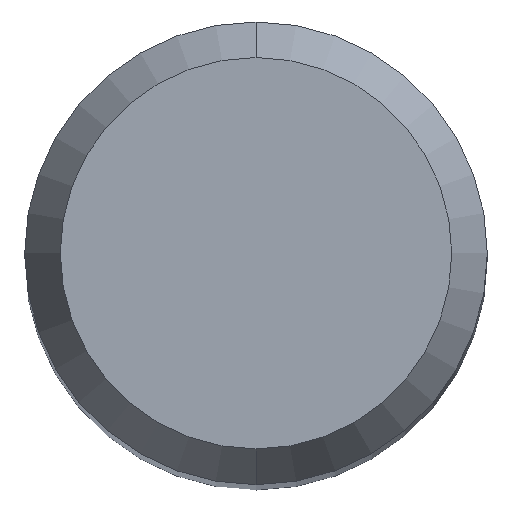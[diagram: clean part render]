
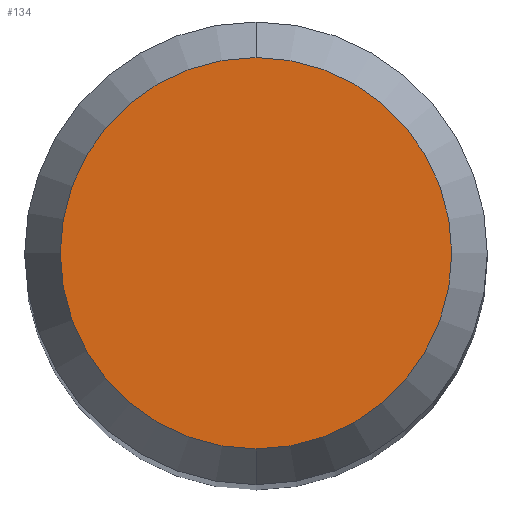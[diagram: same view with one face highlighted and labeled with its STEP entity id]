
A CAD part, top view. The second image highlights one B-rep face of the part: STEP entity #134.
In plain terms, the highlighted planar face has unit normal (0, 0, 1).
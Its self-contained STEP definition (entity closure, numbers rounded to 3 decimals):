
#134=ADVANCED_FACE('',(#288),#289,.T.);
#140=VERTEX_POINT('',#297);
#150=EDGE_CURVE('',#198,#140,#308,.T.);
#156=EDGE_CURVE('',#140,#198,#315,.T.);
#198=VERTEX_POINT('',#364);
#288=FACE_OUTER_BOUND('',#460,.T.);
#289=PLANE('',#461);
#297=CARTESIAN_POINT('',(0.,-2.538,0.01));
#308=CIRCLE('',#485,2.538);
#315=CIRCLE('',#493,2.538);
#364=CARTESIAN_POINT('',(0.0,2.538,0.01));
#460=EDGE_LOOP('',(#636,#637));
#461=AXIS2_PLACEMENT_3D('',#638,#639,#640);
#485=AXIS2_PLACEMENT_3D('',#667,#668,#669);
#493=AXIS2_PLACEMENT_3D('',#676,#677,#678);
#636=ORIENTED_EDGE('',*,*,#150,.F.);
#637=ORIENTED_EDGE('',*,*,#156,.F.);
#638=CARTESIAN_POINT('',(0.0,1.269,0.01));
#639=DIRECTION('',(-0.0,0.0,1.0));
#640=DIRECTION('',(0.0,-1.0,0.0));
#667=CARTESIAN_POINT('',(0.0,0.0,0.01));
#668=DIRECTION('',(0.0,0.0,-1.0));
#669=DIRECTION('',(0.0,1.0,0.0));
#676=CARTESIAN_POINT('',(0.0,0.0,0.01));
#677=DIRECTION('',(0.0,0.0,-1.0));
#678=DIRECTION('',(0.0,1.0,0.0));
